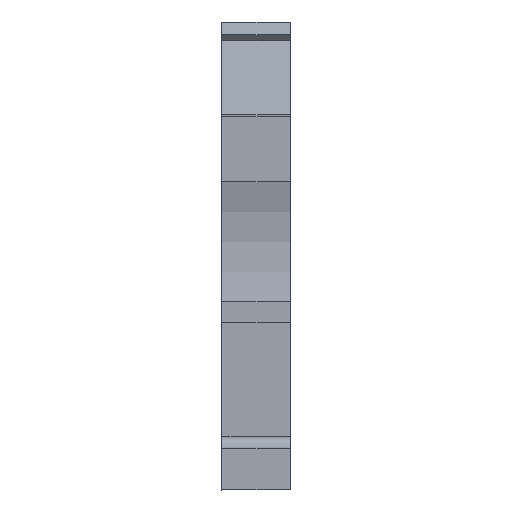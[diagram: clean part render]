
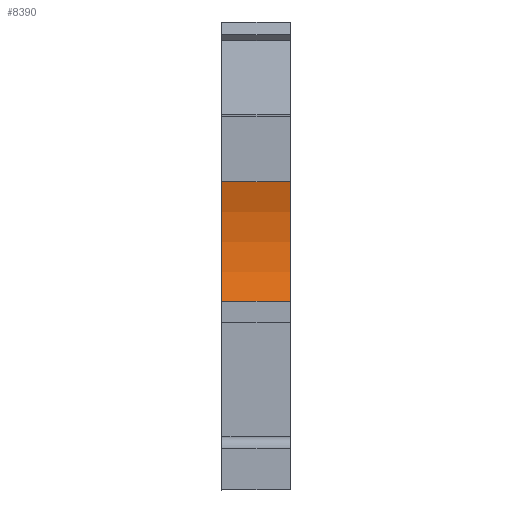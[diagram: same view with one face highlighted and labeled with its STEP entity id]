
A CAD part, front view. The second image highlights one B-rep face of the part: STEP entity #8390.
In plain terms, the highlighted cylindrical face has radius 15 mm (diameter 30 mm), a partial arc.
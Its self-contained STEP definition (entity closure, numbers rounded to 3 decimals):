
#4420=CARTESIAN_POINT('',(-1.978,16.917,
-5.15));
#4430=VERTEX_POINT('',#4420);
#4460=CARTESIAN_POINT('',(-15.632,10.707,
-5.15));
#4470=DIRECTION('',(0.,0.,1.));
#4480=DIRECTION('',(0.993,0.122,
0.));
#4490=AXIS2_PLACEMENT_3D('',#4460,#4470,#4480);
#4500=CIRCLE('',#4490,15.);
#4510=CARTESIAN_POINT('',(-0.881,7.984,
-5.15));
#4520=VERTEX_POINT('',#4510);
#4530=EDGE_CURVE('',#4520,#4430,#4500,.T.);
#7930=CARTESIAN_POINT('',(-0.881,7.984,
0.));
#7940=VERTEX_POINT('',#7930);
#7990=CARTESIAN_POINT('',(-0.881,7.984,
0.));
#8000=DIRECTION('',(0.,0.,1.));
#8010=VECTOR('',#8000,1.);
#8020=LINE('',#7990,#8010);
#8030=EDGE_CURVE('',#4520,#7940,#8020,.T.);
#8150=CARTESIAN_POINT('',(-15.632,10.707,
0.));
#8160=DIRECTION('',(0.,0.,1.));
#8170=DIRECTION('',(0.993,0.122,
0.));
#8180=AXIS2_PLACEMENT_3D('',#8150,#8160,#8170);
#8190=CYLINDRICAL_SURFACE('',#8180,15.);
#8200=ORIENTED_EDGE('',*,*,#8030,.T.);
#8210=ORIENTED_EDGE('',*,*,#4530,.F.);
#8220=CARTESIAN_POINT('',(-1.978,16.917,
0.));
#8230=DIRECTION('',(0.,0.,-1.));
#8240=VECTOR('',#8230,1.);
#8250=LINE('',#8220,#8240);
#8260=CARTESIAN_POINT('',(-1.978,16.917,
0.));
#8270=VERTEX_POINT('',#8260);
#8280=EDGE_CURVE('',#8270,#4430,#8250,.T.);
#8290=ORIENTED_EDGE('',*,*,#8280,.T.);
#8300=CARTESIAN_POINT('',(-15.632,10.707,
0.));
#8310=DIRECTION('',(0.,0.,1.));
#8320=DIRECTION('',(0.993,0.122,
0.));
#8330=AXIS2_PLACEMENT_3D('',#8300,#8310,#8320);
#8340=CIRCLE('',#8330,15.);
#8350=EDGE_CURVE('',#7940,#8270,#8340,.T.);
#8360=ORIENTED_EDGE('',*,*,#8350,.T.);
#8370=EDGE_LOOP('',(#8360,#8290,#8210,#8200));
#8380=FACE_OUTER_BOUND('',#8370,.T.);
#8390=ADVANCED_FACE('',(#8380),#8190,.F.);
